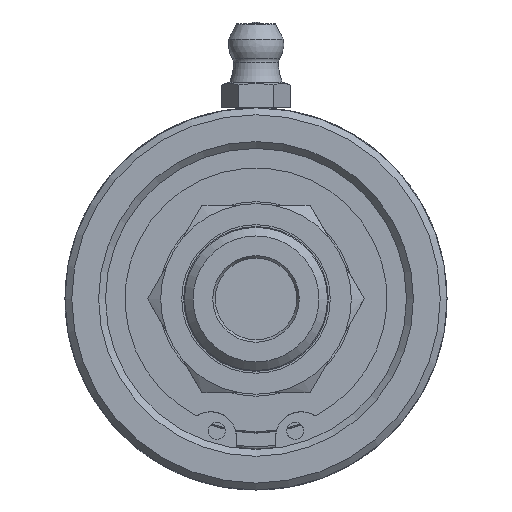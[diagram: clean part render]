
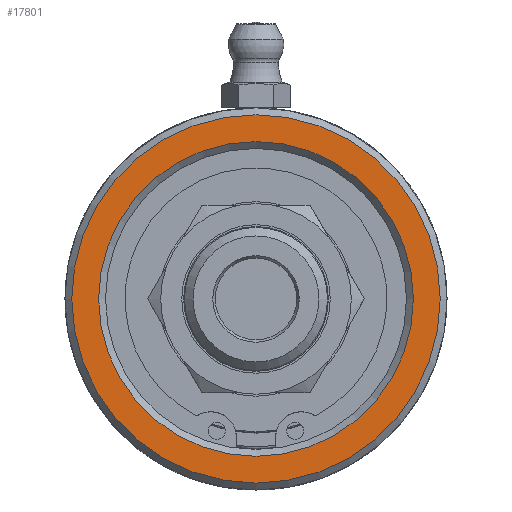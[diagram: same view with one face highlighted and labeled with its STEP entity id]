
A CAD part, left-side view. The second image highlights one B-rep face of the part: STEP entity #17801.
In plain terms, the highlighted planar face has unit normal (-1, 0, 0).
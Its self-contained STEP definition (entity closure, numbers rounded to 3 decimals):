
#4029=FACE_BOUND('',#6058,.T.);
#4953=FACE_OUTER_BOUND('',#6057,.T.);
#6057=EDGE_LOOP('',(#16023));
#6058=EDGE_LOOP('',(#16024));
#6729=CIRCLE('',#19183,21.45);
#6730=CIRCLE('',#19185,18.325);
#8438=VERTEX_POINT('',#41834);
#8439=VERTEX_POINT('',#41838);
#10990=EDGE_CURVE('',#8438,#8438,#6729,.T.);
#10991=EDGE_CURVE('',#8439,#8439,#6730,.T.);
#16023=ORIENTED_EDGE('',*,*,#10990,.F.);
#16024=ORIENTED_EDGE('',*,*,#10991,.F.);
#16862=PLANE('',#19184);
#17801=ADVANCED_FACE('',(#4953,#4029),#16862,.F.);
#19183=AXIS2_PLACEMENT_3D('',#41836,#22946,#22947);
#19184=AXIS2_PLACEMENT_3D('',#41837,#22948,#22949);
#19185=AXIS2_PLACEMENT_3D('',#41839,#22950,#22951);
#22946=DIRECTION('center_axis',(1.,0.,0.));
#22947=DIRECTION('ref_axis',(0.,0.,-1.));
#22948=DIRECTION('center_axis',(1.,0.,0.));
#22949=DIRECTION('ref_axis',(0.,0.,-1.));
#22950=DIRECTION('center_axis',(-1.,0.,0.));
#22951=DIRECTION('ref_axis',(0.,0.,-1.));
#41834=CARTESIAN_POINT('',(26.36,0.,21.45));
#41836=CARTESIAN_POINT('Origin',(26.36,0.,0.));
#41837=CARTESIAN_POINT('Origin',(26.36,0.,-22.25));
#41838=CARTESIAN_POINT('',(26.36,0.,18.325));
#41839=CARTESIAN_POINT('Origin',(26.36,0.,0.));
